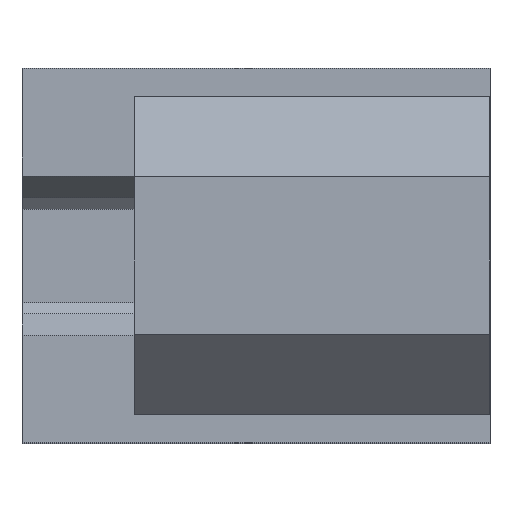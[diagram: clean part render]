
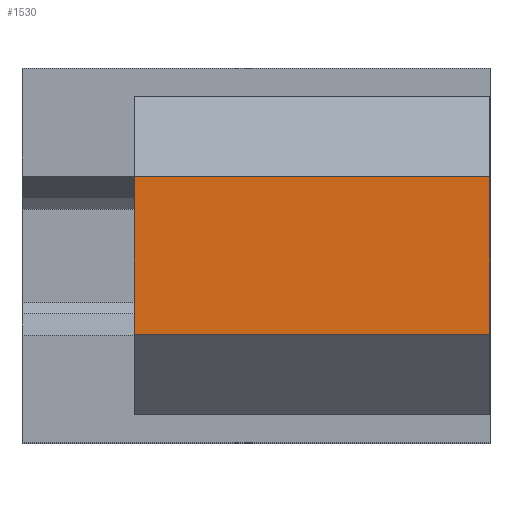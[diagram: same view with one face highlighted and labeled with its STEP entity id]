
A CAD part, top view. The second image highlights one B-rep face of the part: STEP entity #1530.
In plain terms, the highlighted planar face has unit normal (0, 0, 1).
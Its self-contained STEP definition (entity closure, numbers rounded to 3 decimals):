
#101=FACE_OUTER_BOUND('',#178,.T.);
#178=EDGE_LOOP('',(#1363,#1364,#1365,#1366));
#342=LINE('',#2336,#553);
#370=LINE('',#2390,#581);
#390=LINE('',#2430,#601);
#391=LINE('',#2432,#602);
#553=VECTOR('',#1906,10.);
#581=VECTOR('',#1942,10.);
#601=VECTOR('',#1988,10.);
#602=VECTOR('',#1991,10.);
#717=VERTEX_POINT('',#2333);
#718=VERTEX_POINT('',#2335);
#739=VERTEX_POINT('',#2387);
#740=VERTEX_POINT('',#2389);
#908=EDGE_CURVE('',#718,#717,#342,.T.);
#936=EDGE_CURVE('',#739,#740,#370,.T.);
#956=EDGE_CURVE('',#717,#740,#390,.T.);
#957=EDGE_CURVE('',#718,#739,#391,.T.);
#1363=ORIENTED_EDGE('',*,*,#908,.T.);
#1364=ORIENTED_EDGE('',*,*,#956,.T.);
#1365=ORIENTED_EDGE('',*,*,#936,.F.);
#1366=ORIENTED_EDGE('',*,*,#957,.F.);
#1455=PLANE('',#1625);
#1530=ADVANCED_FACE('',(#101),#1455,.T.);
#1625=AXIS2_PLACEMENT_3D('',#2431,#1989,#1990);
#1906=DIRECTION('',(0.,1.,0.));
#1942=DIRECTION('',(0.,1.,0.));
#1988=DIRECTION('',(-1.,0.,0.));
#1989=DIRECTION('center_axis',(0.,0.,
1.));
#1990=DIRECTION('ref_axis',(0.,1.,0.));
#1991=DIRECTION('',(-1.,0.,0.));
#2333=CARTESIAN_POINT('',(-113.069,9.662,523.785));
#2335=CARTESIAN_POINT('',(-113.069,1.27,523.785));
#2336=CARTESIAN_POINT('',(-113.069,3.368,523.785));
#2387=CARTESIAN_POINT('',(-132.069,1.27,523.785));
#2389=CARTESIAN_POINT('',(-132.069,9.662,523.785));
#2390=CARTESIAN_POINT('',(-132.069,1.27,523.785));
#2430=CARTESIAN_POINT('',(-113.069,9.662,523.785));
#2431=CARTESIAN_POINT('Origin',(-113.069,1.27,523.785));
#2432=CARTESIAN_POINT('',(-113.069,1.27,523.785));
